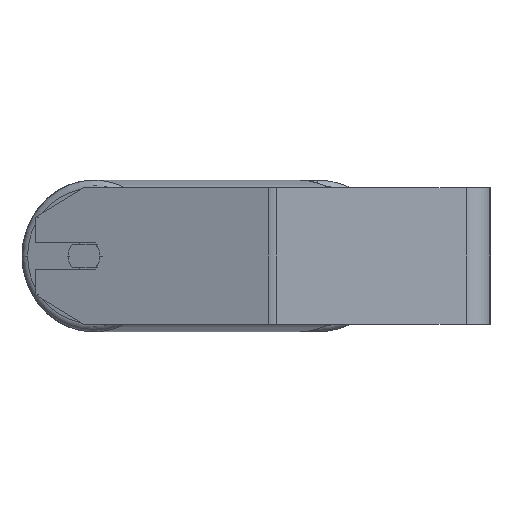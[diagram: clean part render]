
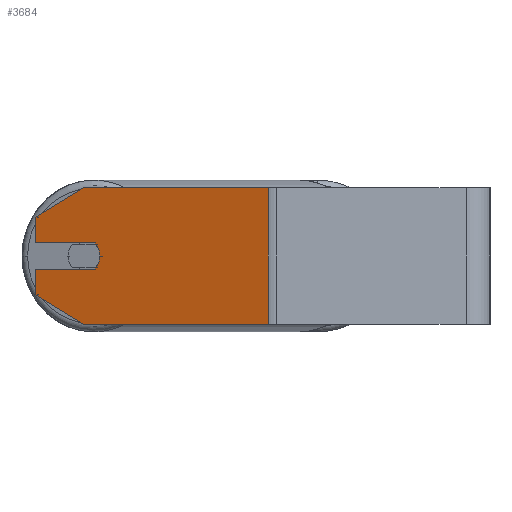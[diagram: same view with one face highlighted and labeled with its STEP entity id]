
A CAD part, left-side view. The second image highlights one B-rep face of the part: STEP entity #3684.
In plain terms, the highlighted planar face has unit normal (-0.94, 0.342, 0).
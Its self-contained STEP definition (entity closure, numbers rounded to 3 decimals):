
#117 = CARTESIAN_POINT ( 'NONE',  ( -554.605, 266.176, 40. ) ) ;
#180 = CARTESIAN_POINT ( 'NONE',  ( -554.605, 266.176, 22.679 ) ) ;
#186 = LINE ( 'NONE', #2424, #5216 ) ;
#308 = VERTEX_POINT ( 'NONE', #6173 ) ;
#324 = CARTESIAN_POINT ( 'NONE',  ( -554.605, 266.176, 22.679 ) ) ;
#338 = DIRECTION ( 'NONE',  ( -0.94, 0.342, 0. ) ) ;
#345 = CARTESIAN_POINT ( 'NONE',  ( -554.605, 266.176, 40. ) ) ;
#431 = PLANE ( 'NONE',  #4086 ) ;
#519 = VERTEX_POINT ( 'NONE', #2499 ) ;
#535 = EDGE_CURVE ( 'NONE', #8281, #519, #3690, .T. ) ;
#552 = CARTESIAN_POINT ( 'NONE',  ( -564.866, 237.985, -40. ) ) ;
#788 = EDGE_CURVE ( 'NONE', #5364, #6213, #5590, .T. ) ;
#836 = FACE_OUTER_BOUND ( 'NONE', #1843, .T. ) ;
#1074 = EDGE_CURVE ( 'NONE', #6213, #2183, #5326, .T. ) ;
#1241 = VERTEX_POINT ( 'NONE', #180 ) ;
#1444 = VERTEX_POINT ( 'NONE', #7967 ) ;
#1511 = CARTESIAN_POINT ( 'NONE',  ( -566.918, 232.347, -8. ) ) ;
#1542 = EDGE_CURVE ( 'NONE', #1241, #308, #4046, .T. ) ;
#1573 = DIRECTION ( 'NONE',  ( -0.342, -0.94, 0. ) ) ;
#1593 = ORIENTED_EDGE ( 'NONE', *, *, #8498, .T. ) ;
#1680 = CARTESIAN_POINT ( 'NONE',  ( -554.605, 266.176, -8. ) ) ;
#1722 = EDGE_CURVE ( 'NONE', #2183, #1444, #2653, .T. ) ;
#1843 = EDGE_LOOP ( 'NONE', ( #7749, #7543, #4189, #5733, #2788, #4468, #3714, #1593, #5318, #5708, #5417 ) ) ;
#2008 = VECTOR ( 'NONE', #4416, 1000. ) ;
#2183 = VERTEX_POINT ( 'NONE', #3970 ) ;
#2318 = LINE ( 'NONE', #324, #8368 ) ;
#2424 = CARTESIAN_POINT ( 'NONE',  ( -604.156, 130.038, 40. ) ) ;
#2499 = CARTESIAN_POINT ( 'NONE',  ( -604.156, 130.038, -40. ) ) ;
#2641 = AXIS2_PLACEMENT_3D ( 'NONE', #4191, #4017, #2701 ) ;
#2653 = CIRCLE ( 'NONE', #7878, 10. ) ;
#2701 = DIRECTION ( 'NONE',  ( -0.342, -0.94, 0. ) ) ;
#2722 = VECTOR ( 'NONE', #6180, 1000. ) ;
#2723 = CARTESIAN_POINT ( 'NONE',  ( -554.605, 266.176, -22.679 ) ) ;
#2788 = ORIENTED_EDGE ( 'NONE', *, *, #535, .T. ) ;
#3055 = VECTOR ( 'NONE', #8437, 1000. ) ;
#3130 = CARTESIAN_POINT ( 'NONE',  ( -554.605, 266.176, 40. ) ) ;
#3302 = LINE ( 'NONE', #5469, #2722 ) ;
#3377 = VECTOR ( 'NONE', #7433, 1000. ) ;
#3532 = EDGE_CURVE ( 'NONE', #4335, #8281, #6727, .T. ) ;
#3684 = ADVANCED_FACE ( 'NONE', ( #836 ), #431, .F. ) ;
#3690 = LINE ( 'NONE', #6396, #3055 ) ;
#3714 = ORIENTED_EDGE ( 'NONE', *, *, #7456, .F. ) ;
#3724 = EDGE_CURVE ( 'NONE', #5407, #519, #186, .T. ) ;
#3970 = CARTESIAN_POINT ( 'NONE',  ( -568.286, 228.588, 0. ) ) ;
#4017 = DIRECTION ( 'NONE',  ( -0.94, 0.342, 0. ) ) ;
#4046 = LINE ( 'NONE', #117, #4470 ) ;
#4077 = DIRECTION ( 'NONE',  ( 0.342, 0.94, 0. ) ) ;
#4086 = AXIS2_PLACEMENT_3D ( 'NONE', #345, #7915, #4488 ) ;
#4189 = ORIENTED_EDGE ( 'NONE', *, *, #7269, .T. ) ;
#4191 = CARTESIAN_POINT ( 'NONE',  ( -564.866, 237.985, 0. ) ) ;
#4228 = CARTESIAN_POINT ( 'NONE',  ( -564.866, 237.985, 0. ) ) ;
#4335 = VERTEX_POINT ( 'NONE', #2723 ) ;
#4416 = DIRECTION ( 'NONE',  ( 0., 0., -1. ) ) ;
#4468 = ORIENTED_EDGE ( 'NONE', *, *, #3724, .F. ) ;
#4470 = VECTOR ( 'NONE', #8054, 1000. ) ;
#4488 = DIRECTION ( 'NONE',  ( 0.342, 0.94, 0. ) ) ;
#4630 = CARTESIAN_POINT ( 'NONE',  ( -566.918, 232.347, -8. ) ) ;
#4842 = DIRECTION ( 'NONE',  ( -0.342, -0.94, 0. ) ) ;
#4994 = VERTEX_POINT ( 'NONE', #7013 ) ;
#5216 = VECTOR ( 'NONE', #8490, 1000. ) ;
#5318 = ORIENTED_EDGE ( 'NONE', *, *, #1542, .T. ) ;
#5326 = CIRCLE ( 'NONE', #2641, 10. ) ;
#5364 = VERTEX_POINT ( 'NONE', #1680 ) ;
#5407 = VERTEX_POINT ( 'NONE', #8426 ) ;
#5417 = ORIENTED_EDGE ( 'NONE', *, *, #1722, .F. ) ;
#5469 = CARTESIAN_POINT ( 'NONE',  ( -554.605, 266.176, 40. ) ) ;
#5590 = LINE ( 'NONE', #1511, #6734 ) ;
#5708 = ORIENTED_EDGE ( 'NONE', *, *, #8196, .F. ) ;
#5733 = ORIENTED_EDGE ( 'NONE', *, *, #3532, .T. ) ;
#5992 = LINE ( 'NONE', #8698, #8379 ) ;
#6145 = CARTESIAN_POINT ( 'NONE',  ( -564.866, 237.985, -40. ) ) ;
#6173 = CARTESIAN_POINT ( 'NONE',  ( -554.605, 266.176, 8. ) ) ;
#6180 = DIRECTION ( 'NONE',  ( -0.342, -0.94, 0. ) ) ;
#6213 = VERTEX_POINT ( 'NONE', #4630 ) ;
#6396 = CARTESIAN_POINT ( 'NONE',  ( -554.605, 266.176, -40. ) ) ;
#6727 = LINE ( 'NONE', #6145, #3377 ) ;
#6734 = VECTOR ( 'NONE', #4842, 1000. ) ;
#7013 = CARTESIAN_POINT ( 'NONE',  ( -564.866, 237.985, 40. ) ) ;
#7269 = EDGE_CURVE ( 'NONE', #5364, #4335, #7925, .T. ) ;
#7433 = DIRECTION ( 'NONE',  ( -0.296, -0.814, -0.5 ) ) ;
#7456 = EDGE_CURVE ( 'NONE', #4994, #5407, #3302, .T. ) ;
#7543 = ORIENTED_EDGE ( 'NONE', *, *, #788, .F. ) ;
#7749 = ORIENTED_EDGE ( 'NONE', *, *, #1074, .F. ) ;
#7878 = AXIS2_PLACEMENT_3D ( 'NONE', #4228, #338, #1573 ) ;
#7915 = DIRECTION ( 'NONE',  ( 0.94, -0.342, 0. ) ) ;
#7925 = LINE ( 'NONE', #3130, #2008 ) ;
#7967 = CARTESIAN_POINT ( 'NONE',  ( -566.918, 232.347, 8. ) ) ;
#8054 = DIRECTION ( 'NONE',  ( 0., 0., -1. ) ) ;
#8196 = EDGE_CURVE ( 'NONE', #1444, #308, #5992, .T. ) ;
#8281 = VERTEX_POINT ( 'NONE', #552 ) ;
#8368 = VECTOR ( 'NONE', #8553, 1000. ) ;
#8379 = VECTOR ( 'NONE', #4077, 1000. ) ;
#8426 = CARTESIAN_POINT ( 'NONE',  ( -604.156, 130.038, 40. ) ) ;
#8437 = DIRECTION ( 'NONE',  ( -0.342, -0.94, 0. ) ) ;
#8490 = DIRECTION ( 'NONE',  ( 0., 0., -1. ) ) ;
#8498 = EDGE_CURVE ( 'NONE', #4994, #1241, #2318, .T. ) ;
#8553 = DIRECTION ( 'NONE',  ( 0.296, 0.814, -0.5 ) ) ;
#8698 = CARTESIAN_POINT ( 'NONE',  ( -566.918, 232.347, 8. ) ) ;
